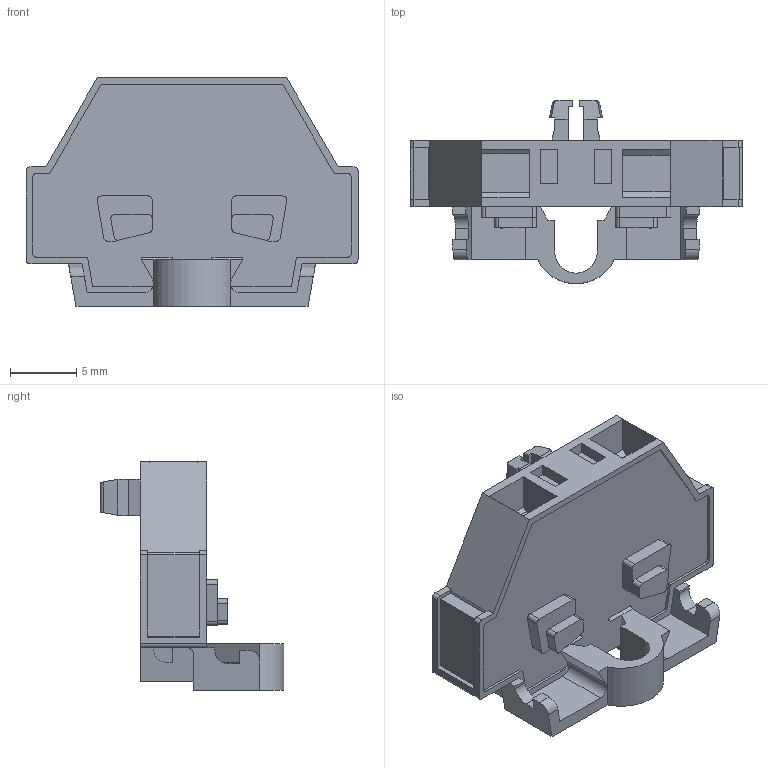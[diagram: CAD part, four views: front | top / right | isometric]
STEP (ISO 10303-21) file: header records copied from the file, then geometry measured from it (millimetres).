
FILE_DESCRIPTION( ( 'STEP AP203' ), '1' );
FILE_NAME( 'SDUS1.5.stp', '2023-01-04T11:22:29', ( ' ' ), ( ' ' ), 'XStep 1.0', ' ', ' ' );
FILE_SCHEMA( ( 'CONFIG_CONTROL_DESIGN) ( )' ) );
Length unit declared in the file: metre
Products named in the file (1): 1
Bounding box: 25 x 13.79 x 17.2 mm (x, y, z)
Volume: 1757.1 mm3; surface area: 1569 mm2
Topology: 1 solids, 1 shells, 194 faces, 552 edges, 366 vertices
Faces by surface type: plane 152, cylinder 42
Entity records: 6302 total; most frequent: CARTESIAN_POINT 1113, ORIENTED_EDGE 1104, DIRECTION 1028, EDGE_CURVE 552, LINE 466, VECTOR 466, VERTEX_POINT 366, AXIS2_PLACEMENT_3D 281
